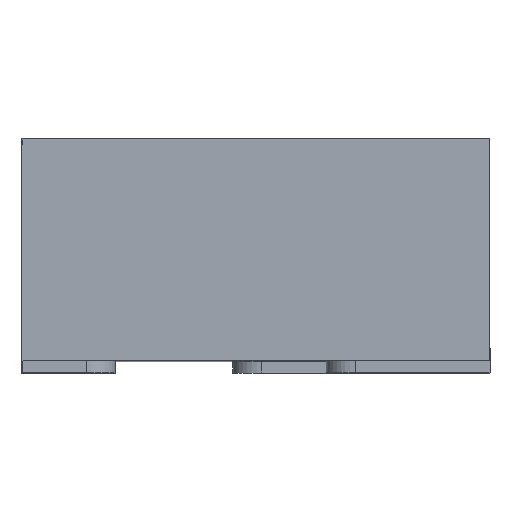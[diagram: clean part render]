
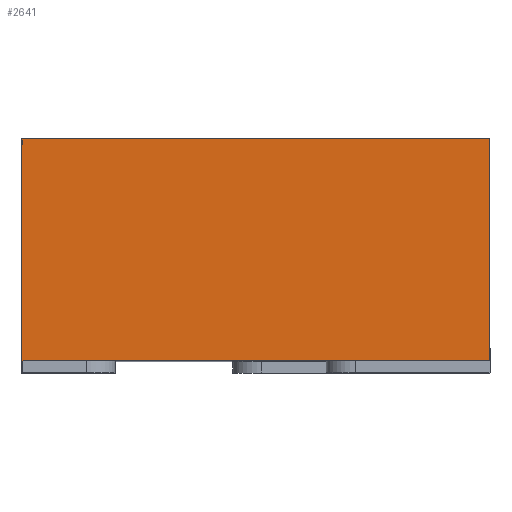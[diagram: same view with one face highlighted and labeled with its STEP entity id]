
A CAD part, top view. The second image highlights one B-rep face of the part: STEP entity #2641.
In plain terms, the highlighted planar face has unit normal (0, 0, 1).
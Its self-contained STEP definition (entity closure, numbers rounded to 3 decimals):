
#220 = LINE ( 'NONE', #1228, #1591 ) ;
#403 = DIRECTION ( 'NONE',  ( 1., 0., 0. ) ) ;
#444 = VERTEX_POINT ( 'NONE', #1724 ) ;
#622 = CARTESIAN_POINT ( 'NONE',  ( -1., 0.05, 1.5 ) ) ;
#682 = DIRECTION ( 'NONE',  ( 1., 0., 0. ) ) ;
#692 = FACE_OUTER_BOUND ( 'NONE', #3188, .T. ) ;
#782 = EDGE_CURVE ( 'NONE', #2178, #1098, #220, .T. ) ;
#896 = CARTESIAN_POINT ( 'NONE',  ( -1., 0.05, 1.5 ) ) ;
#1098 = VERTEX_POINT ( 'NONE', #2123 ) ;
#1210 = ORIENTED_EDGE ( 'NONE', *, *, #782, .F. ) ;
#1223 = PLANE ( 'NONE',  #3228 ) ;
#1228 = CARTESIAN_POINT ( 'NONE',  ( -1., 1., 1.5 ) ) ;
#1305 = VERTEX_POINT ( 'NONE', #622 ) ;
#1460 = LINE ( 'NONE', #1641, #2336 ) ;
#1503 = EDGE_CURVE ( 'NONE', #444, #1305, #3268, .T. ) ;
#1517 = LINE ( 'NONE', #2807, #3164 ) ;
#1591 = VECTOR ( 'NONE', #682, 1000. ) ;
#1610 = EDGE_CURVE ( 'NONE', #1305, #2178, #1517, .T. ) ;
#1641 = CARTESIAN_POINT ( 'NONE',  ( 1., -3.606, 1.5 ) ) ;
#1724 = CARTESIAN_POINT ( 'NONE',  ( 1., 0.05, 1.5 ) ) ;
#1824 = DIRECTION ( 'NONE',  ( 0., 1., 0. ) ) ;
#1949 = DIRECTION ( 'NONE',  ( 0., 0., 1. ) ) ;
#2047 = ORIENTED_EDGE ( 'NONE', *, *, #2421, .T. ) ;
#2123 = CARTESIAN_POINT ( 'NONE',  ( 1., 1., 1.5 ) ) ;
#2178 = VERTEX_POINT ( 'NONE', #3168 ) ;
#2265 = CARTESIAN_POINT ( 'NONE',  ( -1., -3.606, 1.5 ) ) ;
#2298 = ORIENTED_EDGE ( 'NONE', *, *, #1610, .F. ) ;
#2317 = ORIENTED_EDGE ( 'NONE', *, *, #1503, .F. ) ;
#2336 = VECTOR ( 'NONE', #2965, 1000. ) ;
#2421 = EDGE_CURVE ( 'NONE', #444, #1098, #1460, .T. ) ;
#2641 = ADVANCED_FACE ( 'NONE', ( #692 ), #1223, .T. ) ;
#2721 = DIRECTION ( 'NONE',  ( -1., 0., 0. ) ) ;
#2807 = CARTESIAN_POINT ( 'NONE',  ( -1., -3.606, 1.5 ) ) ;
#2825 = VECTOR ( 'NONE', #2721, 1000. ) ;
#2965 = DIRECTION ( 'NONE',  ( 0., 1., 0. ) ) ;
#3164 = VECTOR ( 'NONE', #1824, 1000. ) ;
#3168 = CARTESIAN_POINT ( 'NONE',  ( -1., 1., 1.5 ) ) ;
#3188 = EDGE_LOOP ( 'NONE', ( #2317, #2047, #1210, #2298 ) ) ;
#3228 = AXIS2_PLACEMENT_3D ( 'NONE', #2265, #1949, #403 ) ;
#3268 = LINE ( 'NONE', #896, #2825 ) ;
